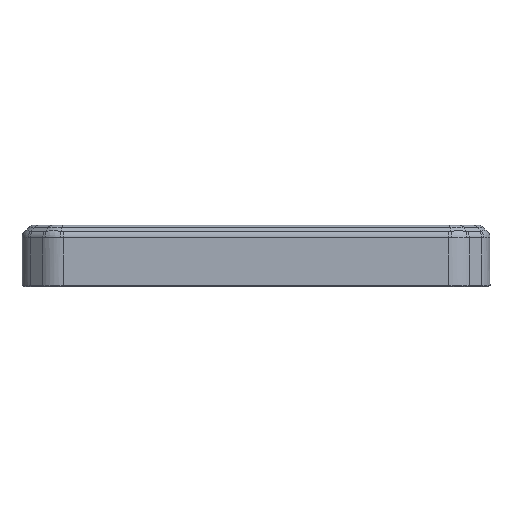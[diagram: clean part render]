
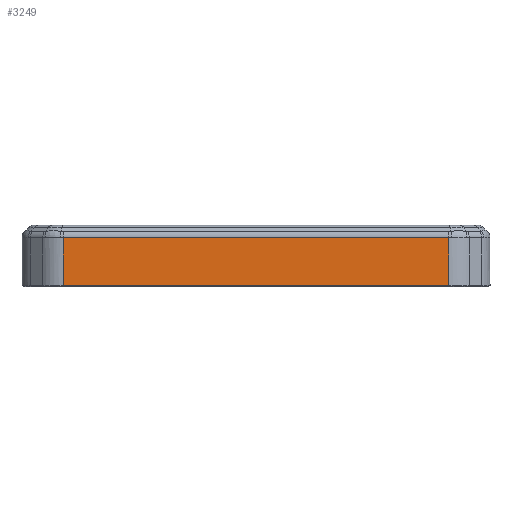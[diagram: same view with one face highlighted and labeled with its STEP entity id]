
A CAD part, left-side view. The second image highlights one B-rep face of the part: STEP entity #3249.
In plain terms, the highlighted face is planar.
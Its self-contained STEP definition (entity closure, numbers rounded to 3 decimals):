
#471=FACE_OUTER_BOUND('',#687,.T.);
#687=EDGE_LOOP('',(#2636,#2637,#2638,#2639));
#961=LINE('',#5350,#1230);
#987=LINE('',#5425,#1256);
#988=LINE('',#5433,#1257);
#989=LINE('',#5434,#1258);
#1230=VECTOR('',#4278,10.);
#1256=VECTOR('',#4362,10.);
#1257=VECTOR('',#4371,10.);
#1258=VECTOR('',#4372,10.);
#1512=VERTEX_POINT('',#5344);
#1513=VERTEX_POINT('',#5348);
#1533=VERTEX_POINT('',#5424);
#1536=VERTEX_POINT('',#5432);
#1880=EDGE_CURVE('',#1512,#1513,#961,.T.);
#1917=EDGE_CURVE('',#1513,#1533,#987,.T.);
#1921=EDGE_CURVE('',#1536,#1512,#988,.T.);
#1922=EDGE_CURVE('',#1533,#1536,#989,.T.);
#2636=ORIENTED_EDGE('',*,*,#1880,.F.);
#2637=ORIENTED_EDGE('',*,*,#1921,.F.);
#2638=ORIENTED_EDGE('',*,*,#1922,.F.);
#2639=ORIENTED_EDGE('',*,*,#1917,.F.);
#3121=PLANE('',#3579);
#3249=ADVANCED_FACE('',(#471),#3121,.T.);
#3579=AXIS2_PLACEMENT_3D('',#5431,#4369,#4370);
#4278=DIRECTION('',(0.,1.,0.));
#4362=DIRECTION('',(1.,0.,0.));
#4369=DIRECTION('center_axis',(0.,0.,
1.));
#4370=DIRECTION('ref_axis',(-1.,0.,0.));
#4371=DIRECTION('',(-1.,0.,0.));
#4372=DIRECTION('',(0.,-1.,0.));
#5344=CARTESIAN_POINT('',(165.01,-63.739,100.));
#5348=CARTESIAN_POINT('',(165.01,67.739,100.));
#5350=CARTESIAN_POINT('',(165.01,22.,100.));
#5424=CARTESIAN_POINT('',(181.368,67.739,100.));
#5425=CARTESIAN_POINT('',(170.61,67.739,100.));
#5431=CARTESIAN_POINT('Origin',(165.61,42.,100.));
#5432=CARTESIAN_POINT('',(181.368,-63.739,100.));
#5433=CARTESIAN_POINT('',(165.61,-63.739,100.));
#5434=CARTESIAN_POINT('',(181.368,32.,100.));
